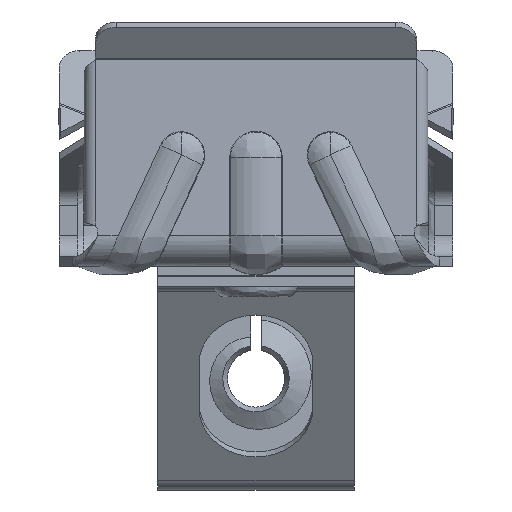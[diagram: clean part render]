
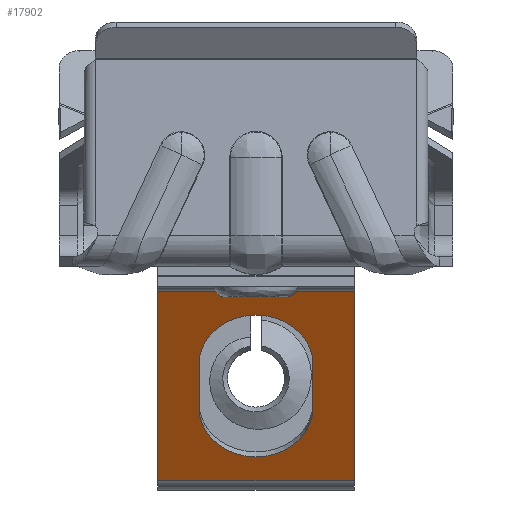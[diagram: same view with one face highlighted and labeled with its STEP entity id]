
A CAD part, top view. The second image highlights one B-rep face of the part: STEP entity #17902.
In plain terms, the highlighted face is planar.
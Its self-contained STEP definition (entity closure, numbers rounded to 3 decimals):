
#1925 = LINE ( 'NONE', #3115, #11910 ) ;
#2137 = AXIS2_PLACEMENT_3D ( 'NONE', #3672, #3641, #3636 ) ;
#2382 = VERTEX_POINT ( 'NONE', #20760 ) ;
#2619 = EDGE_LOOP ( 'NONE', ( #20874, #14746, #14151, #4444, #22245 ) ) ;
#3009 = ORIENTED_EDGE ( 'NONE', *, *, #17575, .F. ) ;
#3110 = DIRECTION ( 'NONE',  ( 1., 0., 0. ) ) ;
#3115 = CARTESIAN_POINT ( 'NONE',  ( -9.5, 2.378, -15.293 ) ) ;
#3636 = DIRECTION ( 'NONE',  ( 0., -0.853, 0.522 ) ) ;
#3641 = DIRECTION ( 'NONE',  ( 0., -0.522, -0.853 ) ) ;
#3672 = CARTESIAN_POINT ( 'NONE',  ( 0., 13.617, -22.174 ) ) ;
#3818 = CARTESIAN_POINT ( 'NONE',  ( -5.5, 9.353, -19.563 ) ) ;
#3950 = DIRECTION ( 'NONE',  ( 0., 0.853, -0.522 ) ) ;
#4027 = CARTESIAN_POINT ( 'NONE',  ( -5.5, 9.353, -19.563 ) ) ;
#4316 = CARTESIAN_POINT ( 'NONE',  ( -9.5, 20.592, -26.444 ) ) ;
#4444 = ORIENTED_EDGE ( 'NONE', *, *, #14473, .T. ) ;
#4511 = DIRECTION ( 'NONE',  ( 0., -0.853, 0.522 ) ) ;
#4529 = DIRECTION ( 'NONE',  ( 0., 0.522, 0.853 ) ) ;
#4554 = CARTESIAN_POINT ( 'NONE',  ( -9.5, 21.5, -27. ) ) ;
#4591 = CARTESIAN_POINT ( 'NONE',  ( 0., 4.662, -16.691 ) ) ;
#4777 = PLANE ( 'NONE',  #9880 ) ;
#5231 = CARTESIAN_POINT ( 'NONE',  ( -9.5, 2.378, -15.293 ) ) ;
#5400 = VECTOR ( 'NONE', #10086, 1000. ) ;
#5783 = EDGE_CURVE ( 'NONE', #2382, #24480, #5805, .T. ) ;
#5805 = CIRCLE ( 'NONE', #17992, 5.5 ) ;
#6061 = EDGE_CURVE ( 'NONE', #15047, #11307, #8469, .T. ) ;
#6601 = VERTEX_POINT ( 'NONE', #22740 ) ;
#6772 = LINE ( 'NONE', #4027, #11159 ) ;
#7885 = EDGE_CURVE ( 'NONE', #15047, #10329, #1925, .T. ) ;
#8074 = DIRECTION ( 'NONE',  ( 0., 0.853, -0.522 ) ) ;
#8113 = CARTESIAN_POINT ( 'NONE',  ( -9.5, 2.378, -15.293 ) ) ;
#8421 = LINE ( 'NONE', #8541, #18466 ) ;
#8469 = LINE ( 'NONE', #8113, #12840 ) ;
#8541 = CARTESIAN_POINT ( 'NONE',  ( 9.5, 20.592, -26.444 ) ) ;
#8699 = VERTEX_POINT ( 'NONE', #22336 ) ;
#8988 = FACE_OUTER_BOUND ( 'NONE', #11458, .T. ) ;
#9046 = CARTESIAN_POINT ( 'NONE',  ( 9.5, 2.378, -15.293 ) ) ;
#9077 = DIRECTION ( 'NONE',  ( 0., -0.853, 0.522 ) ) ;
#9375 = AXIS2_PLACEMENT_3D ( 'NONE', #16569, #16566, #16542 ) ;
#9572 = FACE_BOUND ( 'NONE', #2619, .T. ) ;
#9603 = DIRECTION ( 'NONE',  ( 0., -0.853, 0.522 ) ) ;
#9620 = CIRCLE ( 'NONE', #2137, 5.5 ) ;
#9622 = DIRECTION ( 'NONE',  ( 0., -0.522, -0.853 ) ) ;
#9626 = CARTESIAN_POINT ( 'NONE',  ( 0., 9.353, -19.563 ) ) ;
#9880 = AXIS2_PLACEMENT_3D ( 'NONE', #4554, #4529, #4511 ) ;
#10063 = CARTESIAN_POINT ( 'NONE',  ( -9.5, 20.592, -26.444 ) ) ;
#10086 = DIRECTION ( 'NONE',  ( 1., 0., 0. ) ) ;
#10329 = VERTEX_POINT ( 'NONE', #9046 ) ;
#11159 = VECTOR ( 'NONE', #3950, 1000. ) ;
#11307 = VERTEX_POINT ( 'NONE', #4316 ) ;
#11458 = EDGE_LOOP ( 'NONE', ( #19910, #14348, #3009, #16532 ) ) ;
#11910 = VECTOR ( 'NONE', #3110, 1000. ) ;
#12840 = VECTOR ( 'NONE', #8074, 1000. ) ;
#13375 = EDGE_CURVE ( 'NONE', #6601, #2382, #16604, .T. ) ;
#13855 = DIRECTION ( 'NONE',  ( 0., -0.853, 0.522 ) ) ;
#14151 = ORIENTED_EDGE ( 'NONE', *, *, #23117, .T. ) ;
#14166 = CARTESIAN_POINT ( 'NONE',  ( 5.5, 13.617, -22.174 ) ) ;
#14245 = CIRCLE ( 'NONE', #9375, 5.5 ) ;
#14348 = ORIENTED_EDGE ( 'NONE', *, *, #7885, .T. ) ;
#14473 = EDGE_CURVE ( 'NONE', #17082, #8699, #6772, .T. ) ;
#14746 = ORIENTED_EDGE ( 'NONE', *, *, #5783, .T. ) ;
#15047 = VERTEX_POINT ( 'NONE', #5231 ) ;
#15509 = VERTEX_POINT ( 'NONE', #24462 ) ;
#16532 = ORIENTED_EDGE ( 'NONE', *, *, #18945, .F. ) ;
#16542 = DIRECTION ( 'NONE',  ( 0., -0.853, 0.522 ) ) ;
#16566 = DIRECTION ( 'NONE',  ( 0., -0.522, -0.853 ) ) ;
#16569 = CARTESIAN_POINT ( 'NONE',  ( 0., 9.353, -19.563 ) ) ;
#16604 = LINE ( 'NONE', #14166, #21048 ) ;
#17059 = EDGE_CURVE ( 'NONE', #8699, #6601, #9620, .T. ) ;
#17082 = VERTEX_POINT ( 'NONE', #3818 ) ;
#17575 = EDGE_CURVE ( 'NONE', #15509, #10329, #8421, .T. ) ;
#17902 = ADVANCED_FACE ( 'NONE', ( #8988, #9572 ), #4777, .T. ) ;
#17992 = AXIS2_PLACEMENT_3D ( 'NONE', #9626, #9622, #9603 ) ;
#18466 = VECTOR ( 'NONE', #9077, 1000. ) ;
#18945 = EDGE_CURVE ( 'NONE', #11307, #15509, #20517, .T. ) ;
#19910 = ORIENTED_EDGE ( 'NONE', *, *, #6061, .F. ) ;
#20517 = LINE ( 'NONE', #10063, #5400 ) ;
#20760 = CARTESIAN_POINT ( 'NONE',  ( 5.5, 9.353, -19.563 ) ) ;
#20874 = ORIENTED_EDGE ( 'NONE', *, *, #13375, .T. ) ;
#21048 = VECTOR ( 'NONE', #13855, 1000. ) ;
#22245 = ORIENTED_EDGE ( 'NONE', *, *, #17059, .T. ) ;
#22336 = CARTESIAN_POINT ( 'NONE',  ( -5.5, 13.617, -22.174 ) ) ;
#22740 = CARTESIAN_POINT ( 'NONE',  ( 5.5, 13.617, -22.174 ) ) ;
#23117 = EDGE_CURVE ( 'NONE', #24480, #17082, #14245, .T. ) ;
#24462 = CARTESIAN_POINT ( 'NONE',  ( 9.5, 20.592, -26.444 ) ) ;
#24480 = VERTEX_POINT ( 'NONE', #4591 ) ;
